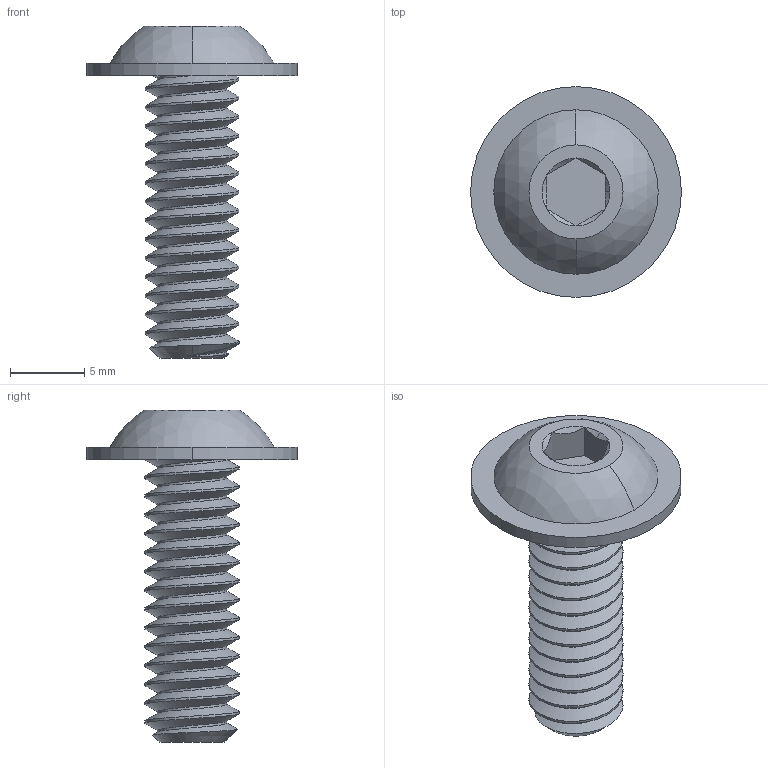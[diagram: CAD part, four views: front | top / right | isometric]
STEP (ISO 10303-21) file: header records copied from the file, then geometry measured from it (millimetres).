
FILE_DESCRIPTION (( 'STEP AP203' ), '1' );
FILE_NAME ('91355A082.step', '2014-03-05T16:51:55', ( '' ), ( '' ), 'SwSTEP 2.0', 'SolidWorks 2012', '' );
FILE_SCHEMA (( 'CONFIG_CONTROL_DESIGN' ));
Length unit declared in the file: inch
Products named in the file (1): 91355A082
Bounding box: 14.22 x 14.22 x 22.4 mm (x, y, z)
Volume: 729.8 mm3; surface area: 986.5 mm2
Topology: 1 solids, 1 shells, 57 faces, 144 edges, 92 vertices
Faces by surface type: cylinder 31, plane 11, cone 10, bspline 3, sphere 2
Entity records: 4214 total; most frequent: CARTESIAN_POINT 2972, ORIENTED_EDGE 288, DIRECTION 198, EDGE_CURVE 144, VERTEX_POINT 92, AXIS2_PLACEMENT_3D 76, EDGE_LOOP 60, FACE_OUTER_BOUND 57
